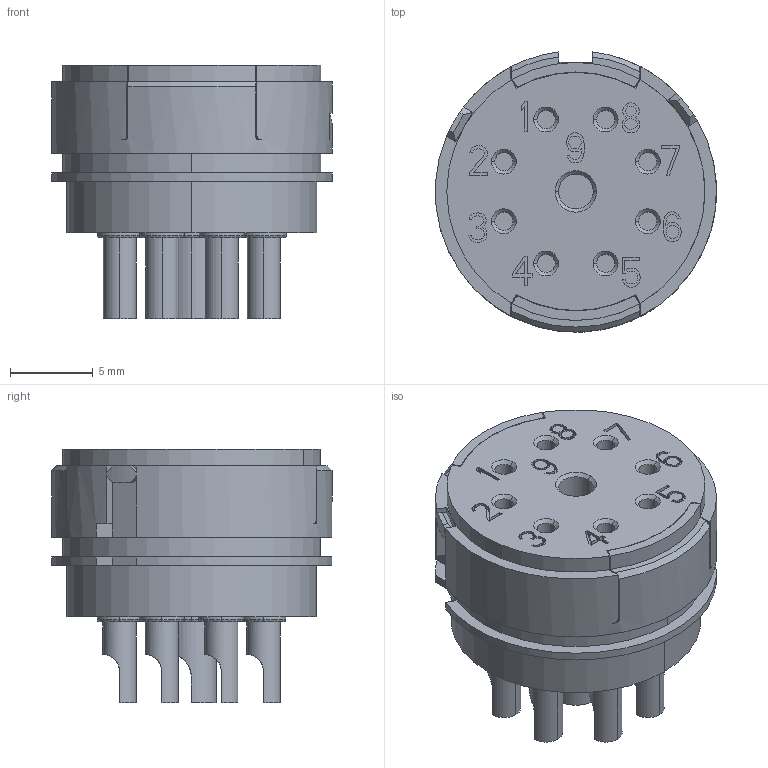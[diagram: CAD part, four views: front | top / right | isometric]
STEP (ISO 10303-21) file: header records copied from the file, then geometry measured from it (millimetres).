
FILE_DESCRIPTION((''),'2;1');
FILE_NAME('1595791','2015-09-08T',('feitelbuss'),(''),'PRO/ENGINEER BY PARAMETRIC TECHNOLOGY CORPORATION, 2014200','PRO/ENGINEER BY PARAMETRIC TECHNOLOGY CORPORATION, 2014200','');
FILE_SCHEMA(('AUTOMOTIVE_DESIGN { 1 0 10303 214 1 1 1 1 }'));
Length unit declared in the file: millimetre
Products named in the file (1): 1595791
Bounding box: 16.98 x 16.94 x 15.3 mm (x, y, z)
Volume: 2058.7 mm3; surface area: 1743.3 mm2
Topology: 1 solids, 1 shells, 1063 faces, 2925 edges, 1912 vertices
Faces by surface type: plane 856, cylinder 139, cone 44, torus 24
Entity records: 33920 total; most frequent: CARTESIAN_POINT 6648, ORIENTED_EDGE 5814, DIRECTION 5294, EDGE_CURVE 2907, VECTOR 2494, LINE 2494, VERTEX_POINT 1912, AXIS2_PLACEMENT_3D 1400
